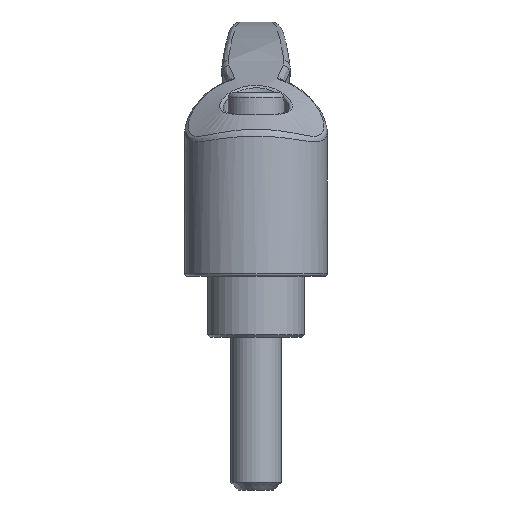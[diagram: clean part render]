
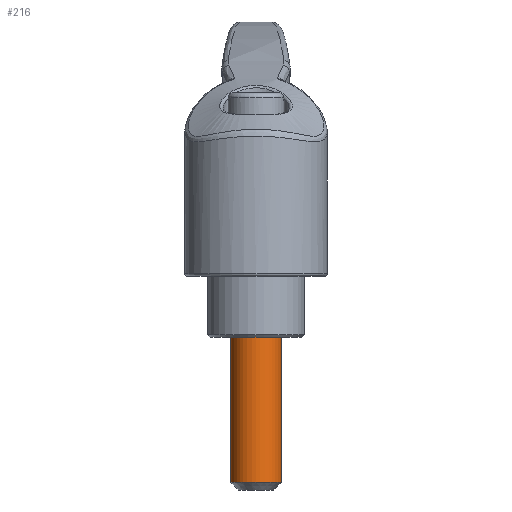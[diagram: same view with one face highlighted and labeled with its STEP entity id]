
A CAD part, front view. The second image highlights one B-rep face of the part: STEP entity #216.
In plain terms, the highlighted cylindrical face has radius 5 mm (diameter 10 mm), a full revolution.
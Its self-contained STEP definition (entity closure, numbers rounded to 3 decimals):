
#216 = ADVANCED_FACE( '', ( #443, #444 ), #445, .T. );
#443 = FACE_OUTER_BOUND( '', #6330, .T. );
#444 = FACE_OUTER_BOUND( '', #6331, .T. );
#445 = CYLINDRICAL_SURFACE( '', #6332, 5. );
#6330 = EDGE_LOOP( '', ( #6775 ) );
#6331 = EDGE_LOOP( '', ( #6776 ) );
#6332 = AXIS2_PLACEMENT_3D( '', #6777, #6778, #6779 );
#6775 = ORIENTED_EDGE( '', *, *, #6974, .T. );
#6776 = ORIENTED_EDGE( '', *, *, #6841, .T. );
#6777 = CARTESIAN_POINT( '', ( 0., 0., -42. ) );
#6778 = DIRECTION( '', ( 0., 0., -1. ) );
#6779 = DIRECTION( '', ( 1., 0., 0. ) );
#6841 = EDGE_CURVE( '', #7067, #7067, #7068, .T. );
#6974 = EDGE_CURVE( '', #7255, #7255, #7256, .F. );
#7067 = VERTEX_POINT( '', #8404 );
#7068 = CIRCLE( '', #8405, 5. );
#7255 = VERTEX_POINT( '', #10071 );
#7256 = CIRCLE( '', #10072, 5. );
#8404 = CARTESIAN_POINT( '', ( 5., 0., -12. ) );
#8405 = AXIS2_PLACEMENT_3D( '', #10181, #10182, #10183 );
#10071 = CARTESIAN_POINT( '', ( -5., 0., -40.5 ) );
#10072 = AXIS2_PLACEMENT_3D( '', #10252, #10253, #10254 );
#10181 = CARTESIAN_POINT( '', ( 0., 0., -12. ) );
#10182 = DIRECTION( '', ( 0., 0., -1. ) );
#10183 = DIRECTION( '', ( 1., 0., 0. ) );
#10252 = CARTESIAN_POINT( '', ( 0., 0., -40.5 ) );
#10253 = DIRECTION( '', ( 0., 0., -1. ) );
#10254 = DIRECTION( '', ( -1., 0., 0. ) );
